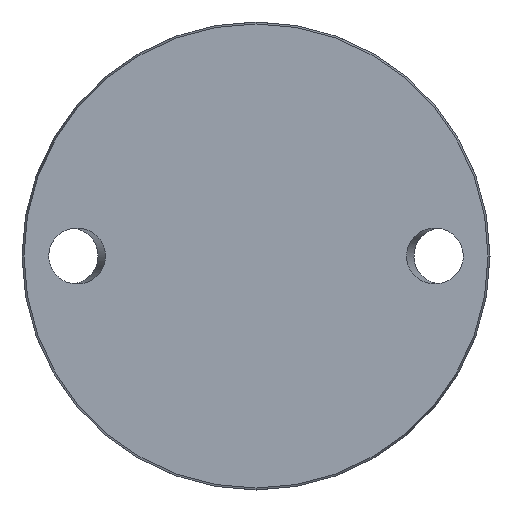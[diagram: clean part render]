
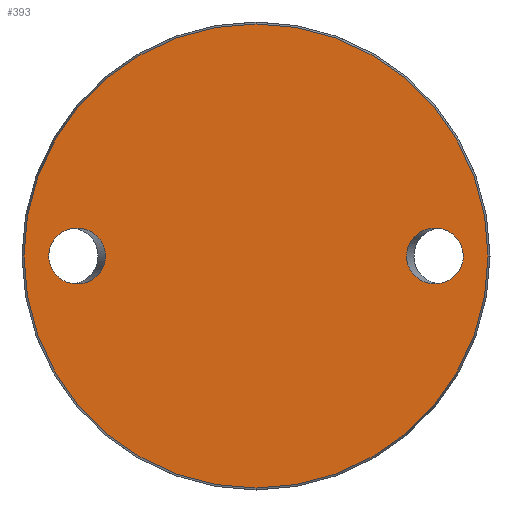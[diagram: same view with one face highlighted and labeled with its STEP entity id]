
A CAD part, front view. The second image highlights one B-rep face of the part: STEP entity #393.
In plain terms, the highlighted planar face has unit normal (0, -1, 0).
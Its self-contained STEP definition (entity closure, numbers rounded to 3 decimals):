
#120 = CARTESIAN_POINT ( 'NONE',  ( 61.115, 0., 0. ) ) ;
#146 = FACE_OUTER_BOUND ( 'NONE', #726, .T. ) ;
#172 = VERTEX_POINT ( 'NONE', #237 ) ;
#221 = CARTESIAN_POINT ( 'NONE',  ( -44.385, 0., 0. ) ) ;
#228 = CARTESIAN_POINT ( 'NONE',  ( -61.115, 0., -16.5 ) ) ;
#237 = CARTESIAN_POINT ( 'NONE',  ( -61.115, 0., 0. ) ) ;
#241 = EDGE_CURVE ( 'NONE', #619, #619, #839, .T. ) ;
#259 = EDGE_CURVE ( 'NONE', #923, #923, #711, .T. ) ;
#265 =( BOUNDED_CURVE ( )  B_SPLINE_CURVE ( 3, ( #916, #743, #369, #221, #680, #228, #309 ),
 .UNSPECIFIED., .T., .T. ) 
 B_SPLINE_CURVE_WITH_KNOTS ( ( 4, 3, 4 ),
 ( 0., 3.142, 6.283 ),
 .UNSPECIFIED. ) 
 CURVE ( )  GEOMETRIC_REPRESENTATION_ITEM ( )  RATIONAL_B_SPLINE_CURVE ( ( 1., 0.333, 0.333, 1., 0.333, 0.333, 1. ) ) 
 REPRESENTATION_ITEM ( '' )  );
#272 = CARTESIAN_POINT ( 'NONE',  ( 0., 0., 0. ) ) ;
#300 = DIRECTION ( 'NONE',  ( 0., 0., 1. ) ) ;
#309 = CARTESIAN_POINT ( 'NONE',  ( -61.115, 0., 0. ) ) ;
#369 = CARTESIAN_POINT ( 'NONE',  ( -44.385, 0., 16.5 ) ) ;
#393 = ADVANCED_FACE ( 'NONE', ( #675, #664, #146 ), #444, .F. ) ;
#425 = DIRECTION ( 'NONE',  ( 0., -1., 0. ) ) ;
#436 = ORIENTED_EDGE ( 'NONE', *, *, #259, .F. ) ;
#444 = PLANE ( 'NONE',  #905 ) ;
#449 = ORIENTED_EDGE ( 'NONE', *, *, #498, .T. ) ;
#498 = EDGE_CURVE ( 'NONE', #172, #172, #265, .T. ) ;
#583 = CARTESIAN_POINT ( 'NONE',  ( 44.385, 0., 0. ) ) ;
#591 = AXIS2_PLACEMENT_3D ( 'NONE', #272, #425, #967 ) ;
#592 = CARTESIAN_POINT ( 'NONE',  ( -68.425, 0., 0. ) ) ;
#600 = EDGE_LOOP ( 'NONE', ( #436 ) ) ;
#614 = CARTESIAN_POINT ( 'NONE',  ( 0., 0., -68.425 ) ) ;
#619 = VERTEX_POINT ( 'NONE', #614 ) ;
#651 = CARTESIAN_POINT ( 'NONE',  ( 61.115, 0., 16.5 ) ) ;
#660 = CARTESIAN_POINT ( 'NONE',  ( 44.385, 0., -16.5 ) ) ;
#664 = FACE_BOUND ( 'NONE', #600, .T. ) ;
#666 = EDGE_LOOP ( 'NONE', ( #449 ) ) ;
#675 = FACE_BOUND ( 'NONE', #666, .T. ) ;
#680 = CARTESIAN_POINT ( 'NONE',  ( -44.385, 0., -16.5 ) ) ;
#687 = DIRECTION ( 'NONE',  ( 0., 1., 0. ) ) ;
#711 =( BOUNDED_CURVE ( )  B_SPLINE_CURVE ( 3, ( #801, #660, #973, #120, #651, #720, #583 ),
 .UNSPECIFIED., .T., .T. ) 
 B_SPLINE_CURVE_WITH_KNOTS ( ( 4, 3, 4 ),
 ( 0., 3.142, 6.283 ),
 .UNSPECIFIED. ) 
 CURVE ( )  GEOMETRIC_REPRESENTATION_ITEM ( )  RATIONAL_B_SPLINE_CURVE ( ( 1., 0.333, 0.333, 1., 0.333, 0.333, 1. ) ) 
 REPRESENTATION_ITEM ( '' )  );
#720 = CARTESIAN_POINT ( 'NONE',  ( 44.385, 0., 16.5 ) ) ;
#726 = EDGE_LOOP ( 'NONE', ( #824 ) ) ;
#743 = CARTESIAN_POINT ( 'NONE',  ( -61.115, 0., 16.5 ) ) ;
#801 = CARTESIAN_POINT ( 'NONE',  ( 44.385, 0., 0. ) ) ;
#824 = ORIENTED_EDGE ( 'NONE', *, *, #241, .T. ) ;
#839 = CIRCLE ( 'NONE', #591, 68.425 ) ;
#862 = CARTESIAN_POINT ( 'NONE',  ( 44.385, 0., 0. ) ) ;
#905 = AXIS2_PLACEMENT_3D ( 'NONE', #592, #687, #300 ) ;
#916 = CARTESIAN_POINT ( 'NONE',  ( -61.115, 0., 0. ) ) ;
#923 = VERTEX_POINT ( 'NONE', #862 ) ;
#967 = DIRECTION ( 'NONE',  ( 0., 0., -1. ) ) ;
#973 = CARTESIAN_POINT ( 'NONE',  ( 61.115, 0., -16.5 ) ) ;
